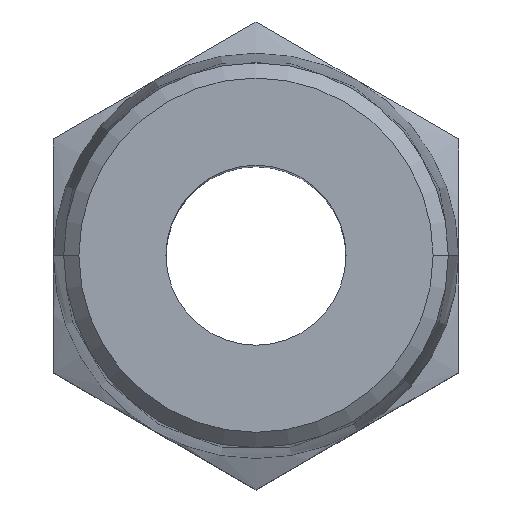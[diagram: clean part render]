
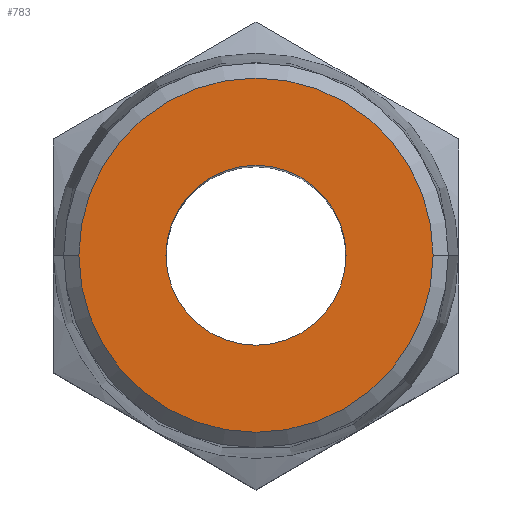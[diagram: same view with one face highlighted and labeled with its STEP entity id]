
A CAD part, top view. The second image highlights one B-rep face of the part: STEP entity #783.
In plain terms, the highlighted planar face has unit normal (0, 0, 1).
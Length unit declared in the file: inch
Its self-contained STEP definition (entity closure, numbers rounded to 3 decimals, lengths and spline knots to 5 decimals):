
#22 = DIRECTION ( 'NONE',  ( 0., 0., 1. ) ) ;
#100 = DIRECTION ( 'NONE',  ( 0., 0., 1. ) ) ;
#127 = ORIENTED_EDGE ( 'NONE', *, *, #345, .T. ) ;
#134 = AXIS2_PLACEMENT_3D ( 'NONE', #1049, #309, #306 ) ;
#137 = CARTESIAN_POINT ( 'NONE',  ( -0.30987, 0., 0.7874 ) ) ;
#177 = DIRECTION ( 'NONE',  ( 1., 0., 0. ) ) ;
#191 = CARTESIAN_POINT ( 'NONE',  ( 0., 0., 0.7874 ) ) ;
#214 = CIRCLE ( 'NONE', #628, 0.30987 ) ;
#273 = CARTESIAN_POINT ( 'NONE',  ( 0.15748, 0., 0.7874 ) ) ;
#295 = VERTEX_POINT ( 'NONE', #273 ) ;
#306 = DIRECTION ( 'NONE',  ( 1., 0., 0. ) ) ;
#309 = DIRECTION ( 'NONE',  ( 0., 0., 1. ) ) ;
#344 = CARTESIAN_POINT ( 'NONE',  ( 0., 0., 0.7874 ) ) ;
#345 = EDGE_CURVE ( 'NONE', #374, #488, #214, .T. ) ;
#369 = EDGE_CURVE ( 'NONE', #295, #565, #884, .T. ) ;
#374 = VERTEX_POINT ( 'NONE', #606 ) ;
#454 = DIRECTION ( 'NONE',  ( 0., 0., 1. ) ) ;
#480 = CIRCLE ( 'NONE', #1019, 0.30987 ) ;
#482 = FACE_BOUND ( 'NONE', #911, .T. ) ;
#488 = VERTEX_POINT ( 'NONE', #137 ) ;
#554 = DIRECTION ( 'NONE',  ( 1., 0., 0. ) ) ;
#556 = ORIENTED_EDGE ( 'NONE', *, *, #618, .F. ) ;
#565 = VERTEX_POINT ( 'NONE', #984 ) ;
#606 = CARTESIAN_POINT ( 'NONE',  ( 0.30987, 0., 0.7874 ) ) ;
#616 = DIRECTION ( 'NONE',  ( 1., 0., 0. ) ) ;
#618 = EDGE_CURVE ( 'NONE', #565, #295, #999, .T. ) ;
#628 = AXIS2_PLACEMENT_3D ( 'NONE', #744, #22, #177 ) ;
#632 = FACE_OUTER_BOUND ( 'NONE', #901, .T. ) ;
#660 = ORIENTED_EDGE ( 'NONE', *, *, #682, .T. ) ;
#682 = EDGE_CURVE ( 'NONE', #488, #374, #480, .T. ) ;
#698 = DIRECTION ( 'NONE',  ( 0., 0., 1. ) ) ;
#744 = CARTESIAN_POINT ( 'NONE',  ( 0., 0., 0.7874 ) ) ;
#783 = ADVANCED_FACE ( 'NONE', ( #632, #482 ), #1045, .T. ) ;
#830 = CARTESIAN_POINT ( 'NONE',  ( 0., 0., 0.7874 ) ) ;
#874 = DIRECTION ( 'NONE',  ( 1., 0., 0. ) ) ;
#884 = CIRCLE ( 'NONE', #1017, 0.15748 ) ;
#896 = AXIS2_PLACEMENT_3D ( 'NONE', #344, #454, #616 ) ;
#901 = EDGE_LOOP ( 'NONE', ( #660, #127 ) ) ;
#911 = EDGE_LOOP ( 'NONE', ( #556, #985 ) ) ;
#984 = CARTESIAN_POINT ( 'NONE',  ( -0.15748, 0., 0.7874 ) ) ;
#985 = ORIENTED_EDGE ( 'NONE', *, *, #369, .F. ) ;
#999 = CIRCLE ( 'NONE', #896, 0.15748 ) ;
#1017 = AXIS2_PLACEMENT_3D ( 'NONE', #830, #100, #874 ) ;
#1019 = AXIS2_PLACEMENT_3D ( 'NONE', #191, #698, #554 ) ;
#1045 = PLANE ( 'NONE',  #134 ) ;
#1049 = CARTESIAN_POINT ( 'NONE',  ( 0., 0., 0.7874 ) ) ;
